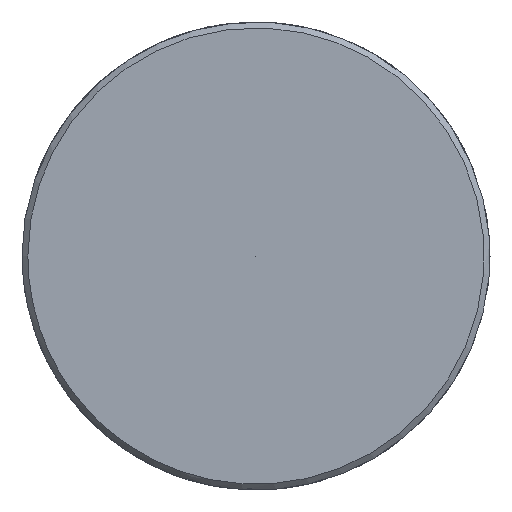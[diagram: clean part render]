
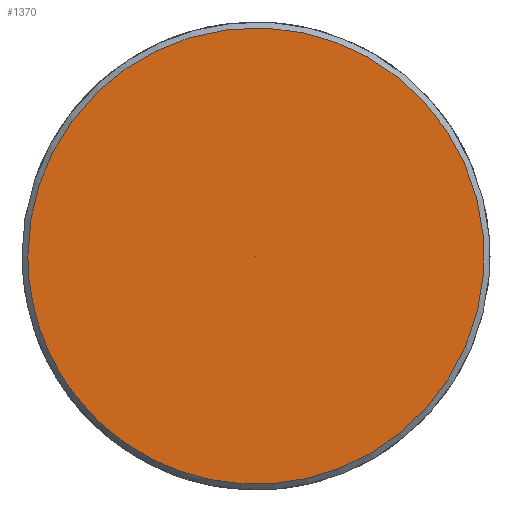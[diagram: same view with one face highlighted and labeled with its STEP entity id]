
A CAD part, left-side view. The second image highlights one B-rep face of the part: STEP entity #1370.
In plain terms, the highlighted free-form (B-spline) face has degree [5, 1] with [6, 2] control points.
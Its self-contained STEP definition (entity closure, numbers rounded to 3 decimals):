
#1298 = CARTESIAN_POINT ('', (-105., 9.75, 0.));
#1299 = VERTEX_POINT ('', #1298);
#1307 = CARTESIAN_POINT ('', (-105., 9.75, 0.));
#1308 = CARTESIAN_POINT ('', (-105., 9.75, 39.));
#1309 = CARTESIAN_POINT ('', (-105., -29.25, 19.5));
#1310 = CARTESIAN_POINT ('', (-105., -29.25, -19.5));
#1311 = CARTESIAN_POINT ('', (-105., 9.75, -39.));
#1312 = CARTESIAN_POINT ('', (-105., 9.75, 0.));
#1313 = (
   BOUNDED_CURVE ()
   B_SPLINE_CURVE (5, (#1307, #1308, #1309, #1310, #1311, #1312), .UNSPECIFIED., .T., .U.)
   B_SPLINE_CURVE_WITH_KNOTS ((6, 6), (0., 1.), .UNSPECIFIED.)
   CURVE ()
   GEOMETRIC_REPRESENTATION_ITEM ()
   RATIONAL_B_SPLINE_CURVE ((5., 1., 1., 1., 1., 5.))
   REPRESENTATION_ITEM ('')
);
#1314 = EDGE_CURVE ('', #1299, #1299, #1313, .T.);
#1346 = CARTESIAN_POINT ('', (-105., 0., 0.));
#1347 = VERTEX_POINT ('', #1346);
#1348 = CARTESIAN_POINT ('', (-105., 0., 0.));
#1349 = CARTESIAN_POINT ('', (-105., 9.75, 0.));
#1350 = B_SPLINE_CURVE_WITH_KNOTS ('', 1, (#1348, #1349), .UNSPECIFIED., .F., .U., (2, 2), (0., 1.), .UNSPECIFIED.);
#1351 = EDGE_CURVE ('', #1347, #1299, #1350, .T.);
#1352 = ORIENTED_EDGE ('', *, *, #1351, .F.);
#1353 = ORIENTED_EDGE ('', *, *, #1351, .T.);
#1354 = ORIENTED_EDGE ('', *, *, #1314, .F.);
#1355 = EDGE_LOOP ('', (#1352, #1353, #1354));
#1356 = FACE_OUTER_BOUND ('', #1355, .T.);
#1357 = CARTESIAN_POINT ('', (-105., 0., 0.));
#1358 = CARTESIAN_POINT ('', (-105., 9.75, 0.));
#1359 = CARTESIAN_POINT ('', (-105., 0., 0.));
#1360 = CARTESIAN_POINT ('', (-105., 9.75, 39.));
#1361 = CARTESIAN_POINT ('', (-105., 0., 0.));
#1362 = CARTESIAN_POINT ('', (-105., -29.25, 19.5));
#1363 = CARTESIAN_POINT ('', (-105., 0., 0.));
#1364 = CARTESIAN_POINT ('', (-105., -29.25, -19.5));
#1365 = CARTESIAN_POINT ('', (-105., 0., 0.));
#1366 = CARTESIAN_POINT ('', (-105., 9.75, -39.));
#1367 = CARTESIAN_POINT ('', (-105., 0., 0.));
#1368 = CARTESIAN_POINT ('', (-105., 9.75, 0.));
#1369 = (
   BOUNDED_SURFACE ()
   B_SPLINE_SURFACE (5, 1, ((#1357, #1358), (#1359, #1360), (#1361, #1362), (#1363, #1364), (#1365, #1366), (#1367, #1368)), .UNSPECIFIED., .T., .F., .U.)
   B_SPLINE_SURFACE_WITH_KNOTS ((6, 6), (2, 2), (0., 1.), (0., 1.), .UNSPECIFIED.)
   SURFACE ()
   GEOMETRIC_REPRESENTATION_ITEM ()
   RATIONAL_B_SPLINE_SURFACE (((5., 5.), (1., 1.), (1., 1.), (1., 1.), (1., 1.), (5., 5.)))
   REPRESENTATION_ITEM ('')
);
#1370 = ADVANCED_FACE ('', (#1356), #1369, .T.);
